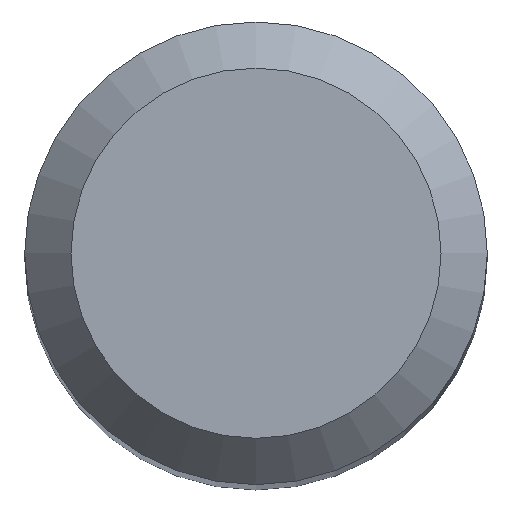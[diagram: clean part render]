
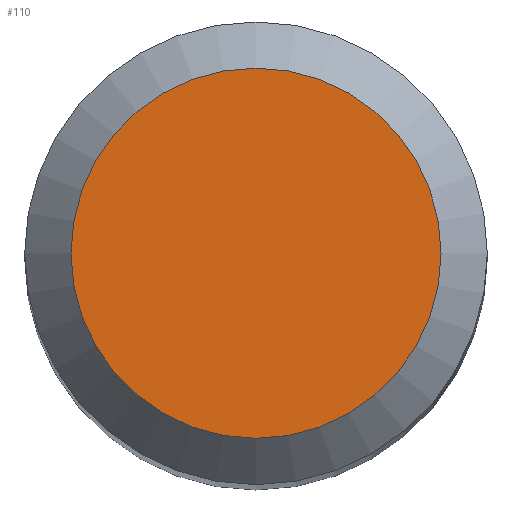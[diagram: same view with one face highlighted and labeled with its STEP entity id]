
A CAD part, top view. The second image highlights one B-rep face of the part: STEP entity #110.
In plain terms, the highlighted planar face has unit normal (0, 0, 1).
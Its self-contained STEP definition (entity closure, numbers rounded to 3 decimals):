
#11 = CARTESIAN_POINT ( 'NONE',  ( 0., 0., 30. ) ) ;
#28 = CARTESIAN_POINT ( 'NONE',  ( 0., 0., 30. ) ) ;
#29 = DIRECTION ( 'NONE',  ( 0., 1., 0. ) ) ;
#93 = FACE_OUTER_BOUND ( 'NONE', #169, .T. ) ;
#97 = VERTEX_POINT ( 'NONE', #133 ) ;
#109 = DIRECTION ( 'NONE',  ( 0., 1., 0. ) ) ;
#110 = ADVANCED_FACE ( 'NONE', ( #93 ), #147, .F. ) ;
#132 = EDGE_CURVE ( 'NONE', #97, #97, #165, .T. ) ;
#133 = CARTESIAN_POINT ( 'NONE',  ( 0., 1.2, 30. ) ) ;
#140 = ORIENTED_EDGE ( 'NONE', *, *, #132, .F. ) ;
#147 = PLANE ( 'NONE',  #185 ) ;
#159 = DIRECTION ( 'NONE',  ( 0., 0., -1. ) ) ;
#165 = CIRCLE ( 'NONE', #188, 1.2 ) ;
#169 = EDGE_LOOP ( 'NONE', ( #140 ) ) ;
#185 = AXIS2_PLACEMENT_3D ( 'NONE', #11, #219, #29 ) ;
#188 = AXIS2_PLACEMENT_3D ( 'NONE', #28, #159, #109 ) ;
#219 = DIRECTION ( 'NONE',  ( 0., 0., -1. ) ) ;
